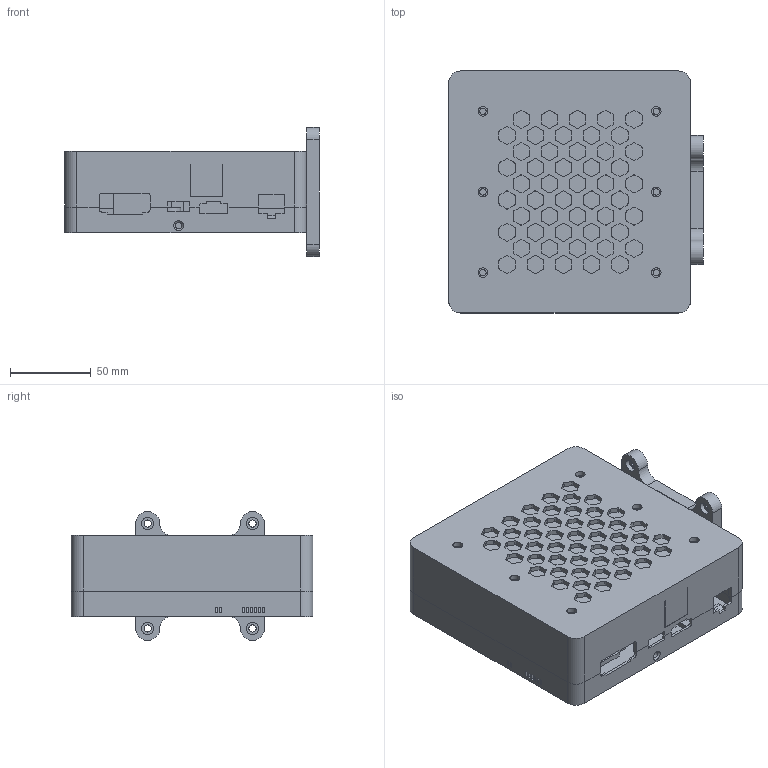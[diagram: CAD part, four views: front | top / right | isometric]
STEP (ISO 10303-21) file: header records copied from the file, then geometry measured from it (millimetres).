
FILE_DESCRIPTION(/* description */ ('STEP AP242','CAx-IF Rec.Pracs.---Representation and Presentation of Product Manufacturing Information (PMI)---4.0---2014-10-13','CAx-IF Rec.Pracs.---3D Tessellated Geometry---0.4---2014-09-14','2;1'),/* implementation_level */ '2;1');
FILE_NAME(/* name */ '6496ccdd4325e80a1f24d468',/* time_stamp */ '2023-06-24T11:00:48Z',/* author */ (''),/* organization */ (''),/* preprocessor_version */ 'ST-DEVELOPER v19.4',/* originating_system */ ' ',/* authorisation */ ' ');
FILE_SCHEMA (('AP242_MANAGED_MODEL_BASED_3D_ENGINEERING_MIM_LF { 1 0 10303 442 1 1 4 }'));
Products named in the file (11): Bottom; NoPrint_FanFilter; NoPrint_BottomFilter; NoPrint_TopFilter; LightTunnel; FanCover; TopFilterSlot; BottomFilterSlot; USBCover; Mount; Top
Bounding box: 158 x 150 x 80 mm (x, y, z)
Volume: 502963.1 mm3; surface area: 230392 mm2
Topology: 11 solids, 11 shells, 2241 faces, 6511 edges, 4334 vertices
Faces by surface type: plane 1228, cylinder 983, cone 28, torus 2
Full cylindrical faces by diameter (mm): 3 x4, 3.6 x15, 4 x39, 4.5 x4, 5.5 x4, 6 x19, 7.5 x4, 8 x4, 9 x6
Entity records: 74375 total; most frequent: CARTESIAN_POINT 12923, DIRECTION 12849, ORIENTED_EDGE 12680, EDGE_CURVE 6340, LINE 4319, VECTOR 4319, VERTEX_POINT 4294, AXIS2_PLACEMENT_3D 4265
